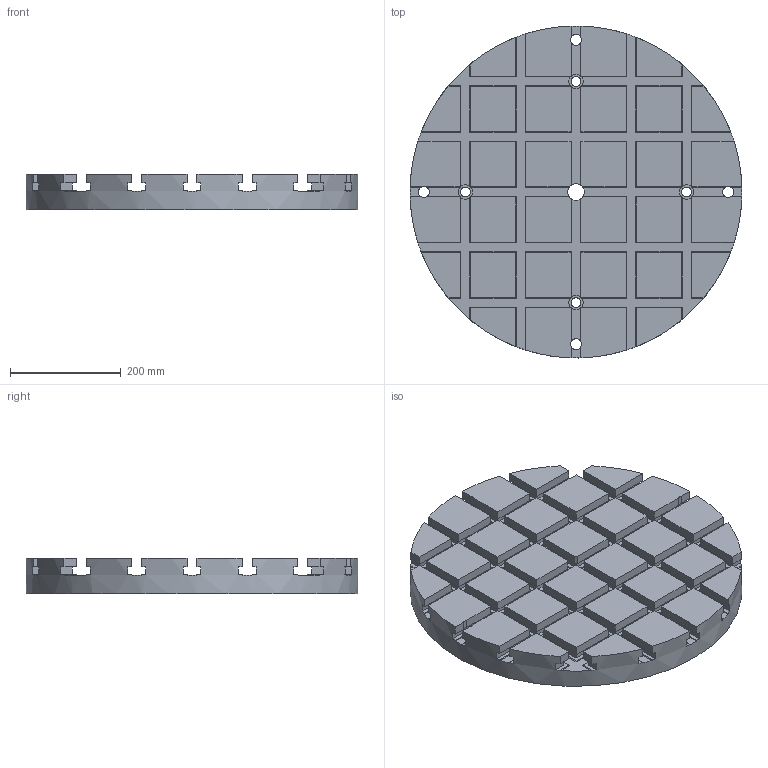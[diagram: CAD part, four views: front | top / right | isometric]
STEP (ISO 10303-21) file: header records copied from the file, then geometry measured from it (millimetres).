
FILE_DESCRIPTION( ( 'Unknown' ), '1' );
FILE_NAME( 'BP18-65-0600-18.stp', 'Unknown', ( 'S.C.H' ), ( 'Unknown' ), 'XStep 1.0', 'Unknown', ' ' );
FILE_SCHEMA( ( 'CONFIG_CONTROL_DESIGN' ) );
Length unit declared in the file: millimetre
Products named in the file (1): 1
Bounding box: 599.99 x 599.98 x 65 mm (x, y, z)
Volume: 14797768.9 mm3; surface area: 1042004.2 mm2
Topology: 1 solids, 1 shells, 504 faces, 1410 edges, 940 vertices
Faces by surface type: plane 462, cylinder 42
Full cylindrical faces by diameter (mm): 18 x4, 20 x4, 26 x4, 30 x1, 600 x1
Entity records: 16088 total; most frequent: CARTESIAN_POINT 2821, ORIENTED_EDGE 2772, DIRECTION 2710, EDGE_CURVE 1386, LINE 1072, VECTOR 1072, VERTEX_POINT 930, AXIS2_PLACEMENT_3D 819
